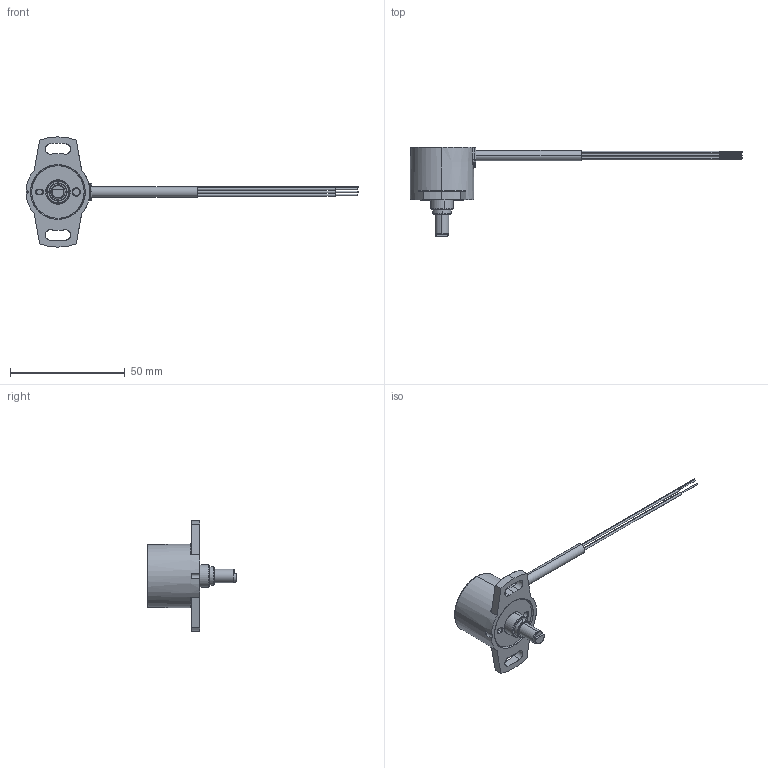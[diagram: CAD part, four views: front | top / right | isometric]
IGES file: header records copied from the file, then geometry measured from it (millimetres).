
Start section: SolidWorks IGES file using analytic representation for surfaces
Global section: file name: RSC2801_31_61.IGS; native system: SolidWorks 2011; preprocessor: SolidWorks 2011; author: Thiel; date: 130107.095019; units: millimetre
Bounding box: 144.6 x 39.1 x 48 mm (x, y, z)
Surface area: 6321 mm2 (no closed solid volume)
Topology: 0 solids, 0 shells, 119 faces, 1499 edges, 1499 vertices
Faces by surface type: revolution 72, bspline 47
